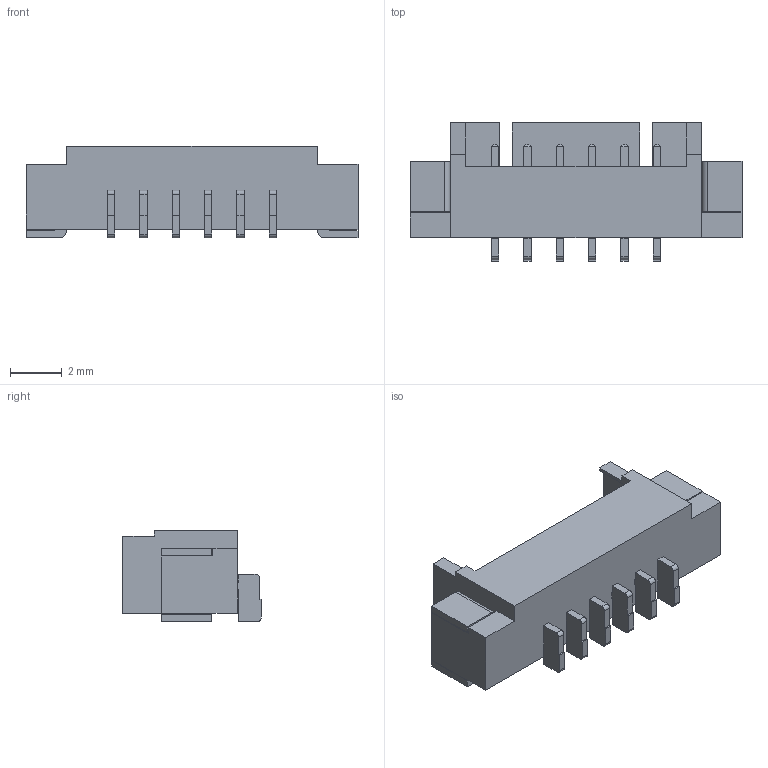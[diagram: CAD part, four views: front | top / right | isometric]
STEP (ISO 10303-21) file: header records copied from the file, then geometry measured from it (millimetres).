
FILE_DESCRIPTION(/* description */ ('STEP AP242','CAx-IF Rec.Pracs.---Representation and Presentation of Product Manufacturing Information (PMI)---4.0---2014-10-13','CAx-IF Rec.Pracs.---3D Tessellated Geometry---0.4---2014-09-14','2;1'),/* implementation_level */ '2;1');
FILE_NAME(/* name */ '63ef61e863a9d45c7987e803',/* time_stamp */ '2023-02-17T11:15:54+00:00',/* author */ (''),/* organization */ (''),/* preprocessor_version */ 'ST-DEVELOPER v18.102',/* originating_system */ ' ',/* authorisation */ ' ');
FILE_SCHEMA (('AP242_MANAGED_MODEL_BASED_3D_ENGINEERING_MIM_LF { 1 0 10303 442 1 1 4 }'));
Length unit declared in the file: metre
Products named in the file (3): JST - GH - SMD (R) - 6Pin - 1.25mm
Bounding box: 12.83 x 5.35 x 3.53 mm (x, y, z)
Volume: 81.3 mm3; surface area: 368.2 mm2
Topology: 3 solids, 23 shells, 387 faces, 961 edges, 632 vertices
Faces by surface type: plane 323, bspline 39, cylinder 25
Entity records: 13237 total; most frequent: CARTESIAN_POINT 2898, ORIENTED_EDGE 1914, DIRECTION 1629, EDGE_CURVE 957, LINE 823, VECTOR 823, VERTEX_POINT 632, EDGE_LOOP 415
